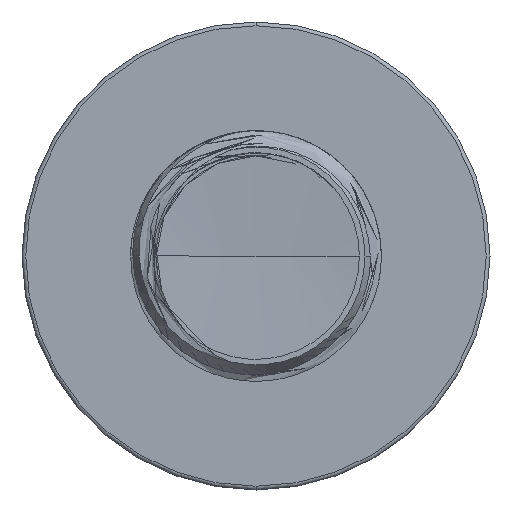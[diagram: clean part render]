
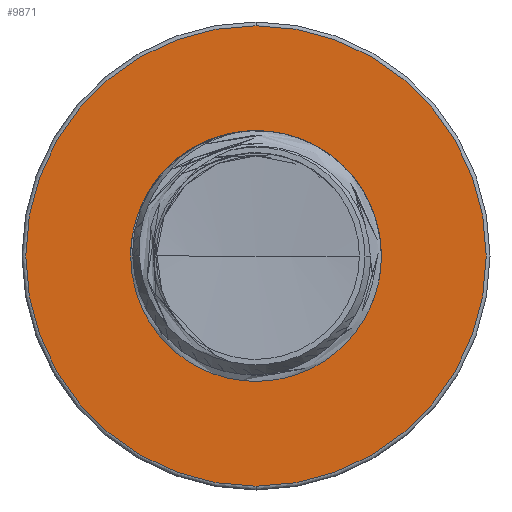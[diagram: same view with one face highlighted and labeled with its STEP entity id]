
A CAD part, front view. The second image highlights one B-rep face of the part: STEP entity #9871.
In plain terms, the highlighted planar face has unit normal (0, -1, 0).
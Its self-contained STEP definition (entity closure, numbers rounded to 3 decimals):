
#2844 = DIRECTION ( 'NONE',  ( 0., -1., 0. ) ) ;
#4231 = CARTESIAN_POINT ( 'NONE',  ( 0., 15., 0. ) ) ;
#5308 = EDGE_CURVE ( 'NONE', #24935, #24749, #33773, .T. ) ;
#6554 = ORIENTED_EDGE ( 'NONE', *, *, #22288, .T. ) ;
#6976 = DIRECTION ( 'NONE',  ( 0., 0., -1. ) ) ;
#7616 = CARTESIAN_POINT ( 'NONE',  ( 0., 15., 1.436 ) ) ;
#9871 = ADVANCED_FACE ( 'NONE', ( #13070, #22824 ), #30664, .T. ) ;
#10893 = EDGE_CURVE ( 'NONE', #21717, #15599, #25489, .T. ) ;
#12827 = ORIENTED_EDGE ( 'NONE', *, *, #5308, .F. ) ;
#12843 = DIRECTION ( 'NONE',  ( 0., -1., 0. ) ) ;
#13070 = FACE_OUTER_BOUND ( 'NONE', #31067, .T. ) ;
#14772 = AXIS2_PLACEMENT_3D ( 'NONE', #28638, #12843, #31179 ) ;
#15599 = VERTEX_POINT ( 'NONE', #27563 ) ;
#15949 = CARTESIAN_POINT ( 'NONE',  ( 0., 15., -1.436 ) ) ;
#17901 = DIRECTION ( 'NONE',  ( 0., 0., -1. ) ) ;
#18892 = AXIS2_PLACEMENT_3D ( 'NONE', #32964, #33074, #17901 ) ;
#19423 = CARTESIAN_POINT ( 'NONE',  ( 0., 15., 0. ) ) ;
#19714 = AXIS2_PLACEMENT_3D ( 'NONE', #4231, #23463, #6976 ) ;
#21289 = EDGE_CURVE ( 'NONE', #24749, #24935, #31210, .T. ) ;
#21528 = EDGE_LOOP ( 'NONE', ( #31261, #12827 ) ) ;
#21717 = VERTEX_POINT ( 'NONE', #27166 ) ;
#22040 = DIRECTION ( 'NONE',  ( 0., 0., -1. ) ) ;
#22288 = EDGE_CURVE ( 'NONE', #15599, #21717, #33801, .T. ) ;
#22824 = FACE_BOUND ( 'NONE', #21528, .T. ) ;
#23426 = AXIS2_PLACEMENT_3D ( 'NONE', #25962, #25910, #25792 ) ;
#23463 = DIRECTION ( 'NONE',  ( 0., -1., 0. ) ) ;
#24749 = VERTEX_POINT ( 'NONE', #15949 ) ;
#24935 = VERTEX_POINT ( 'NONE', #7616 ) ;
#25489 = CIRCLE ( 'NONE', #32716, 2.755 ) ;
#25792 = DIRECTION ( 'NONE',  ( 0., 0., -1. ) ) ;
#25910 = DIRECTION ( 'NONE',  ( 0., -1., 0. ) ) ;
#25962 = CARTESIAN_POINT ( 'NONE',  ( 0., 15., 0. ) ) ;
#26453 = ORIENTED_EDGE ( 'NONE', *, *, #10893, .T. ) ;
#27166 = CARTESIAN_POINT ( 'NONE',  ( 0., 15., 2.755 ) ) ;
#27563 = CARTESIAN_POINT ( 'NONE',  ( 0., 15., -2.755 ) ) ;
#28638 = CARTESIAN_POINT ( 'NONE',  ( 0., 15., 0. ) ) ;
#30664 = PLANE ( 'NONE',  #18892 ) ;
#31067 = EDGE_LOOP ( 'NONE', ( #6554, #26453 ) ) ;
#31179 = DIRECTION ( 'NONE',  ( 0., 0., -1. ) ) ;
#31210 = CIRCLE ( 'NONE', #19714, 1.436 ) ;
#31261 = ORIENTED_EDGE ( 'NONE', *, *, #21289, .F. ) ;
#32716 = AXIS2_PLACEMENT_3D ( 'NONE', #19423, #2844, #22040 ) ;
#32964 = CARTESIAN_POINT ( 'NONE',  ( 0., 15., 1.436 ) ) ;
#33074 = DIRECTION ( 'NONE',  ( 0., -1., 0. ) ) ;
#33773 = CIRCLE ( 'NONE', #23426, 1.436 ) ;
#33801 = CIRCLE ( 'NONE', #14772, 2.755 ) ;
